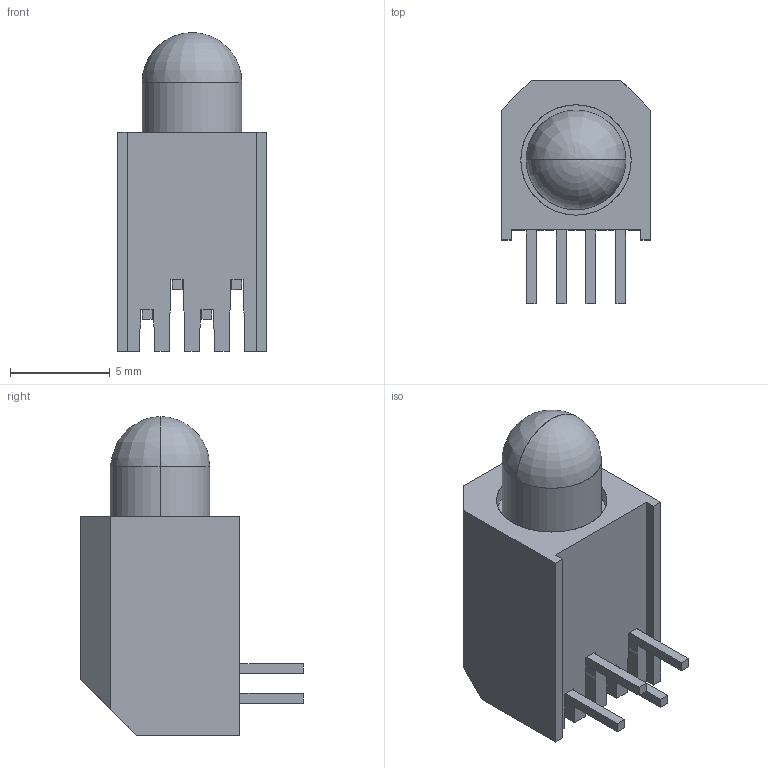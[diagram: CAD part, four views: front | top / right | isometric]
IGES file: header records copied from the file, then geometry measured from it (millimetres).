
Start section: SolidWorks IGES file using analytic representation for surfaces
Global section: file name: WP154A4AVS.IGS; native system: SolidWorks 2008; preprocessor: SolidWorks 2008; author: FrankH; date: 120921.104953; units: millimetre
Bounding box: 7.5 x 11.2 x 16 mm (x, y, z)
Surface area: 697.6 mm2 (no closed solid volume)
Topology: 0 solids, 0 shells, 401 faces, 2456 edges, 2454 vertices
Faces by surface type: bspline 395, revolution 6
